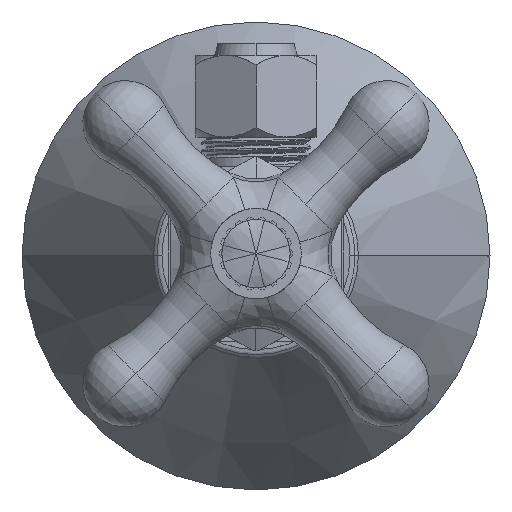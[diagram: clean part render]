
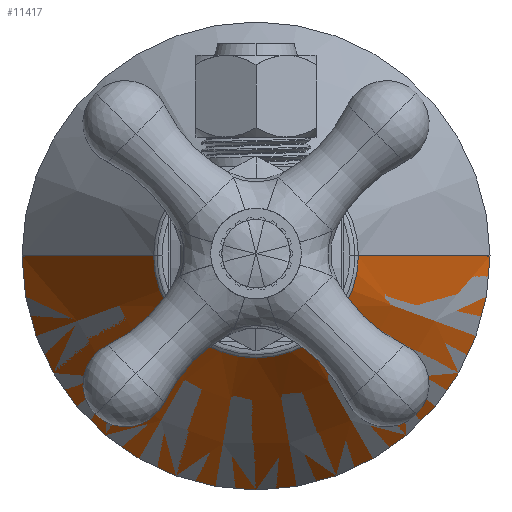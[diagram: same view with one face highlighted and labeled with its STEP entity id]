
A CAD part, top view. The second image highlights one B-rep face of the part: STEP entity #11417.
In plain terms, the highlighted conical face has half-angle 31.623 degrees and reference radius 21.907 mm.
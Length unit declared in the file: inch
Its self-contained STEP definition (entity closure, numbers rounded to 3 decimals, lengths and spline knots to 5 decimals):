
#10542=CARTESIAN_POINT('',(0.,0.,-6.1));
#10543=DIRECTION('',(0.,0.,1.));
#10544=DIRECTION('',(-1.,0.,0.));
#10545=AXIS2_PLACEMENT_3D('',#10542,#10543,#10544);
#10556=DIRECTION('',(0.524,0.,0.852));
#10557=VECTOR('',#10556,1.28737);
#10558=CARTESIAN_POINT('',(-1.2,0.,-6.1));
#10559=LINE('',#10558,#10557);
#10560=DIRECTION('',(0.524,0.,-0.852));
#10561=VECTOR('',#10560,1.28737);
#10562=CARTESIAN_POINT('',(0.525,0.,
-5.00378));
#10563=LINE('',#10562,#10561);
#10579=CARTESIAN_POINT('',(0.,0.,-5.00378));
#10580=DIRECTION('',(0.,0.,-1.));
#10581=DIRECTION('',(1.,0.,0.));
#10582=AXIS2_PLACEMENT_3D('',#10579,#10580,#10581);
#11161=CARTESIAN_POINT('',(-0.525,0.,
-5.00378));
#11163=VERTEX_POINT('',#11161);
#11166=CARTESIAN_POINT('',(0.525,0.,-5.00378));
#11167=VERTEX_POINT('',#11166);
#11313=CARTESIAN_POINT('',(-1.2,0.,-6.1));
#11314=VERTEX_POINT('',#11313);
#11315=CARTESIAN_POINT('',(1.2,0.,-6.1));
#11316=VERTEX_POINT('',#11315);
#11403=CARTESIAN_POINT('',(0.,0.,-5.55189));
#11404=DIRECTION('',(0.,0.,-1.));
#11405=DIRECTION('',(1.,0.,0.));
#11406=AXIS2_PLACEMENT_3D('',#11403,#11404,#11405);
#11407=CONICAL_SURFACE('',#11406,0.8625,31.623);
#11409=ORIENTED_EDGE('',*,*,#11408,.T.);
#11411=ORIENTED_EDGE('',*,*,#11410,.F.);
#11413=ORIENTED_EDGE('',*,*,#11412,.T.);
#11414=ORIENTED_EDGE('',*,*,#11396,.F.);
#11415=EDGE_LOOP('',(#11409,#11411,#11413,#11414));
#11416=FACE_OUTER_BOUND('',#11415,.F.);
#11417=ADVANCED_FACE('',(#11416),#11407,.T.);
#10546=CIRCLE('',#10545,1.2);
#10583=CIRCLE('',#10582,0.525);
#11396=EDGE_CURVE('',#11314,#11316,#10546,.T.);
#11408=EDGE_CURVE('',#11314,#11163,#10559,.T.);
#11410=EDGE_CURVE('',#11167,#11163,#10583,.T.);
#11412=EDGE_CURVE('',#11167,#11316,#10563,.T.);
